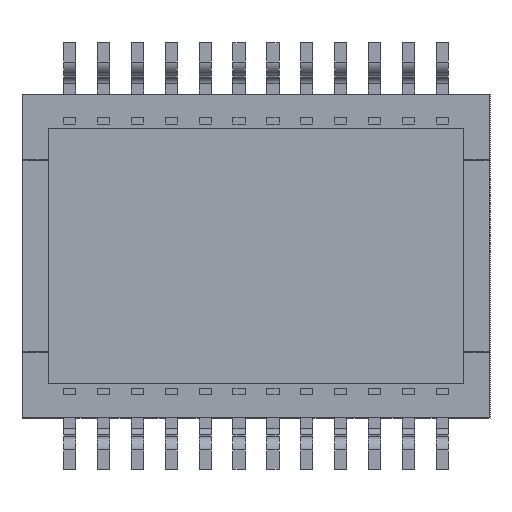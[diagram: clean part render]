
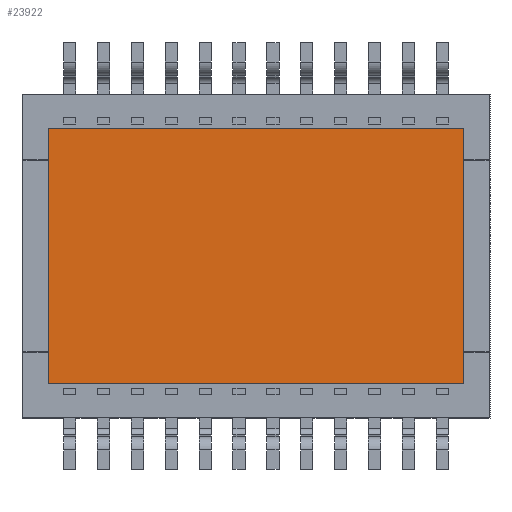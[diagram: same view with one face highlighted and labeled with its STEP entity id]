
A CAD part, front view. The second image highlights one B-rep face of the part: STEP entity #23922.
In plain terms, the highlighted planar face has unit normal (0, -1, 0).
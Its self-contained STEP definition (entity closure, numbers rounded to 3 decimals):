
#4807=DIRECTION('',(0.,0.,1.));
#4808=VECTOR('',#4807,9.55);
#4809=CARTESIAN_POINT('',(87.844,2.9,-24.775));
#4810=LINE('',#4809,#4808);
#4811=DIRECTION('',(1.,0.,0.));
#4812=VECTOR('',#4811,15.57);
#4813=CARTESIAN_POINT('',(72.274,2.9,-24.775));
#4814=LINE('',#4813,#4812);
#4815=DIRECTION('',(0.,0.,-1.));
#4816=VECTOR('',#4815,9.55);
#4817=CARTESIAN_POINT('',(72.274,2.9,-15.225));
#4818=LINE('',#4817,#4816);
#4819=DIRECTION('',(-1.,0.,0.));
#4820=VECTOR('',#4819,15.57);
#4821=CARTESIAN_POINT('',(87.844,2.9,-15.225));
#4822=LINE('',#4821,#4820);
#15169=CARTESIAN_POINT('',(72.274,2.9,-15.225));
#15170=VERTEX_POINT('',#15169);
#15175=CARTESIAN_POINT('',(72.274,2.9,-24.775));
#15176=VERTEX_POINT('',#15175);
#15177=CARTESIAN_POINT('',(87.844,2.9,-24.775));
#15178=VERTEX_POINT('',#15177);
#15183=CARTESIAN_POINT('',(87.844,2.9,-15.225));
#15184=VERTEX_POINT('',#15183);
#23911=CARTESIAN_POINT('',(80.059,2.9,-20.));
#23912=DIRECTION('',(0.,1.,0.));
#23913=DIRECTION('',(-1.,0.,0.));
#23914=AXIS2_PLACEMENT_3D('',#23911,#23912,#23913);
#23915=PLANE('',#23914);
#23916=ORIENTED_EDGE('',*,*,#23846,.F.);
#23917=ORIENTED_EDGE('',*,*,#23868,.F.);
#23918=ORIENTED_EDGE('',*,*,#23882,.F.);
#23919=ORIENTED_EDGE('',*,*,#23903,.F.);
#23920=EDGE_LOOP('',(#23916,#23917,#23918,#23919));
#23921=FACE_OUTER_BOUND('',#23920,.F.);
#23846=EDGE_CURVE('',#15178,#15184,#4810,.T.);
#23868=EDGE_CURVE('',#15176,#15178,#4814,.T.);
#23882=EDGE_CURVE('',#15170,#15176,#4818,.T.);
#23903=EDGE_CURVE('',#15184,#15170,#4822,.T.);
#23922=ADVANCED_FACE('',(#23921),#23915,.F.);
